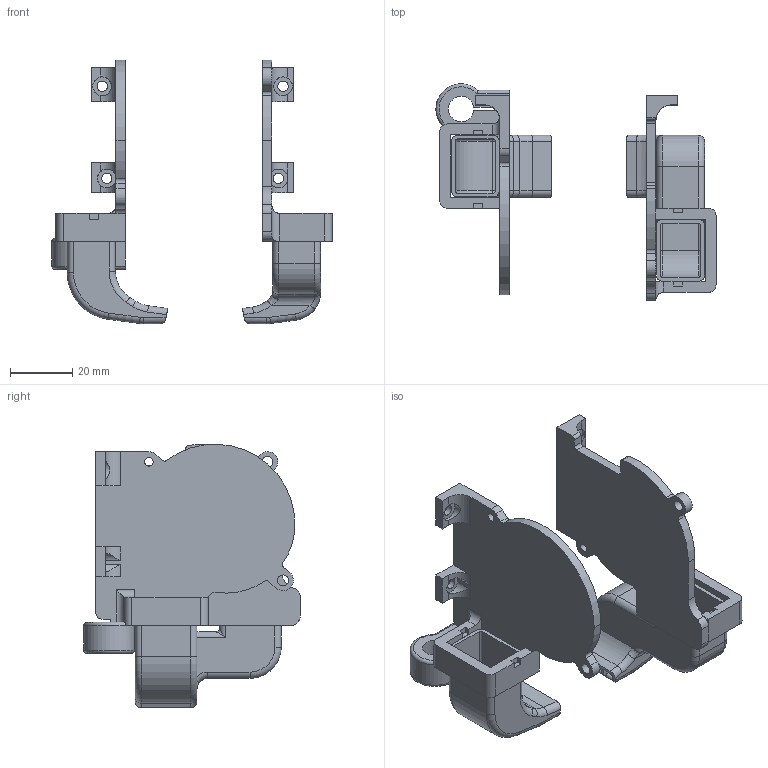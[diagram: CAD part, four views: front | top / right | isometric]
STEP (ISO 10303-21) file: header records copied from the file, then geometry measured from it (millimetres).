
FILE_DESCRIPTION(/* description */ (''),/* implementation_level */ '2;1');
FILE_NAME(/* name */ '5f8348dce38806130ed5d79c',/* time_stamp */ '2020-10-11T18:03:10+00:00',/* author */ (''),/* organization */ (''),/* preprocessor_version */ 'ST-DEVELOPER v16.7',/* originating_system */ $,/* authorisation */ $);
FILE_SCHEMA (('AUTOMOTIVE_DESIGN {1 0 10303 214 3 1 1}'));
Length unit declared in the file: metre
Products named in the file (4): Fan duct right; Fan holder left; Fan holder right; Fan duct left
Bounding box: 89.83 x 69.39 x 84.5 mm (x, y, z)
Volume: 32326.4 mm3; surface area: 31915 mm2
Topology: 4 solids, 4 shells, 355 faces, 979 edges, 613 vertices
Faces by surface type: cylinder 151, plane 142, torus 42, bspline 20
Full cylindrical faces by diameter (mm): 2.7 x2, 3.3 x4, 3.4 x3, 3.5 x2, 6 x3, 6.2 x1
Entity records: 11566 total; most frequent: CARTESIAN_POINT 2469, DIRECTION 1906, ORIENTED_EDGE 1890, EDGE_CURVE 945, AXIS2_PLACEMENT_3D 695, VERTEX_POINT 602, LINE 516, VECTOR 516
